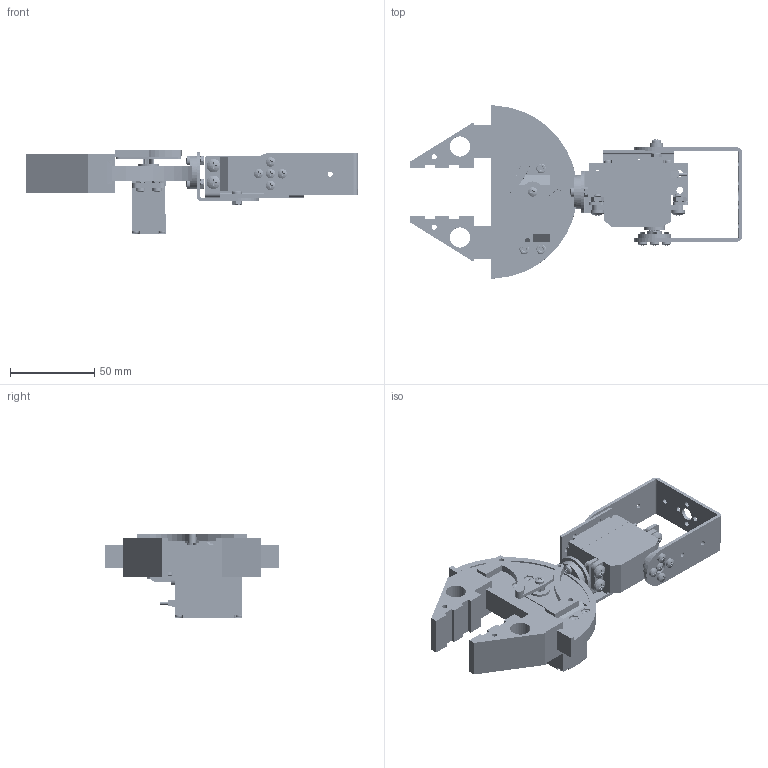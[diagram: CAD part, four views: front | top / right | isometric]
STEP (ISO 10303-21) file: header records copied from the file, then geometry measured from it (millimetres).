
FILE_DESCRIPTION (( 'STEP AP203' ), '1' );
FILE_NAME ('二自由度平行大爪子.STEP', '2018-08-24T08:27:22', ( '' ), ( '' ), 'SwSTEP 2.0', 'SolidWorks 2018', '' );
FILE_SCHEMA (( 'CONFIG_CONTROL_DESIGN' ));
Length unit declared in the file: millimetre
Products named in the file (17): 等粣嗆儂; 嗆儂盓殤; す俴盓殤; 二自由度平行大爪子; hex nuts, style 1-grades ab gb_GB_FASTENER_NUT_SNAB1 M3-S; 戚宒粣創; 二自由度平行机械爪; cross recessed pan head screws gb_GB_CROSS_SCREWS_TYPE1 M3X10-10  H type-S; cross recessed pan head screws gb_GB_CROSS_SCREWS_TYPE1 M3X6-6  H type-S; 酗U盓殤; cross recessed pan head screws gb_GB_CROSS_SCREWS_TYPE1 M4X10-10  H type-S; cross recessed pan head screws gb_GB_CROSS_SCREWS_TYPE1 M3X8-8  H type-S; 二自由度平行机械爪舵机; 二自由度平行机械爪装配; hex nuts, style 1-grades ab gb_GB_FASTENER_NUT_SNAB1 M4-S; 踢扽翋嗆攫; L倰盓殤
Assembly tree (47 placements, depth 4):
  二自由度平行大爪子
    戚宒粣創
    嗆儂盓殤
    cross recessed pan head screws gb_GB_CROSS_SCREWS_TYPE1 M3X8-8  H type-S
    hex nuts, style 1-grades ab gb_GB_FASTENER_NUT_SNAB1 M3-S  x3
    cross recessed pan head screws gb_GB_CROSS_SCREWS_TYPE1 M3X6-6  H type-S  x7
    等粣嗆儂
    cross recessed pan head screws gb_GB_CROSS_SCREWS_TYPE1 M4X10-10  H type-S  x4
    hex nuts, style 1-grades ab gb_GB_FASTENER_NUT_SNAB1 M4-S  x4
    踢扽翋嗆攫
    酗U盓殤
    二自由度平行机械爪装配
      二自由度平行机械爪
        す俴盓殤
        L倰盓殤
        cross recessed pan head screws gb_GB_CROSS_SCREWS_TYPE1 M3X8-8  H type-S  x2
        hex nuts, style 1-grades ab gb_GB_FASTENER_NUT_SNAB1 M3-S  x2
      hex nuts, style 1-grades ab gb_GB_FASTENER_NUT_SNAB1 M3-S  x4
      cross recessed pan head screws gb_GB_CROSS_SCREWS_TYPE1 M3X6-6  H type-S
      二自由度平行机械爪舵机
        等粣嗆儂
        hex nuts, style 1-grades ab gb_GB_FASTENER_NUT_SNAB1 M3-S  x4
        cross recessed pan head screws gb_GB_CROSS_SCREWS_TYPE1 M3X10-10  H type-S  x4
Bounding box: 197.48 x 103 x 49.4 mm (x, y, z)
Volume: 148223.8 mm3; surface area: 68071.4 mm2
Topology: 44 solids, 44 shells, 4962 faces, 11064 edges, 6234 vertices
Faces by surface type: cone 2298, cylinder 1680, plane 930, sphere 38, torus 16
Entity records: 47926 total; most frequent: DIRECTION 8411, CARTESIAN_POINT 7980, ORIENTED_EDGE 7442, EDGE_CURVE 3721, AXIS2_PLACEMENT_3D 3188, VERTEX_POINT 2232, VECTOR 2035, LINE 2035
